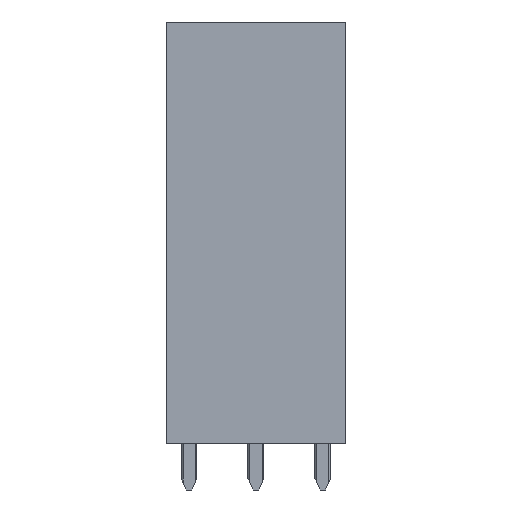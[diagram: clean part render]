
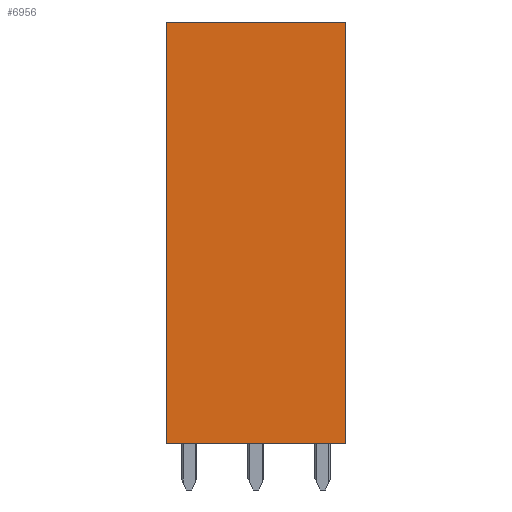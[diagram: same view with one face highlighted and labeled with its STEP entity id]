
A CAD part, left-side view. The second image highlights one B-rep face of the part: STEP entity #6956.
In plain terms, the highlighted planar face has unit normal (-1, 0, 0).
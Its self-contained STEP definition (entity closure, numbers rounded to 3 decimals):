
#6929=AXIS2_PLACEMENT_3D('Plane Axis2P3D',#6926,#6927,#6928) ;
#872=CARTESIAN_POINT('Vertex',(0.,13.6,35.5)) ;
#875=CARTESIAN_POINT('Line Origine',(0.,6.8,35.5)) ;
#879=CARTESIAN_POINT('Vertex',(0.,0.,35.5)) ;
#6926=CARTESIAN_POINT('Axis2P3D Location',(0.,0.,0.)) ;
#6931=CARTESIAN_POINT('Line Origine',(0.,0.,19.5)) ;
#6935=CARTESIAN_POINT('Vertex',(0.,0.,3.5)) ;
#6938=CARTESIAN_POINT('Line Origine',(0.,13.6,19.5)) ;
#6942=CARTESIAN_POINT('Vertex',(0.,13.6,3.5)) ;
#6945=CARTESIAN_POINT('Line Origine',(0.,6.8,3.5)) ;
#876=DIRECTION('Vector Direction',(0.,-1.,0.)) ;
#6927=DIRECTION('Axis2P3D Direction',(-1.,0.,0.)) ;
#6928=DIRECTION('Axis2P3D XDirection',(0.,0.,1.)) ;
#6932=DIRECTION('Vector Direction',(0.,0.,-1.)) ;
#6939=DIRECTION('Vector Direction',(0.,0.,1.)) ;
#6946=DIRECTION('Vector Direction',(0.,1.,0.)) ;
#877=VECTOR('Line Direction',#876,1.) ;
#6933=VECTOR('Line Direction',#6932,1.) ;
#6940=VECTOR('Line Direction',#6939,1.) ;
#6947=VECTOR('Line Direction',#6946,1.) ;
#6951=ORIENTED_EDGE('',*,*,#6937,.T.) ;
#6952=ORIENTED_EDGE('',*,*,#881,.T.) ;
#6953=ORIENTED_EDGE('',*,*,#6944,.T.) ;
#6954=ORIENTED_EDGE('',*,*,#6949,.T.) ;
#6956=ADVANCED_FACE('HOUSING',(#6955),#6930,.T.) ;
#881=EDGE_CURVE('',#880,#873,#878,.F.) ;
#6937=EDGE_CURVE('',#6936,#880,#6934,.F.) ;
#6944=EDGE_CURVE('',#873,#6943,#6941,.F.) ;
#6949=EDGE_CURVE('',#6943,#6936,#6948,.F.) ;
#6950=EDGE_LOOP('',(#6951,#6952,#6953,#6954)) ;
#6955=FACE_OUTER_BOUND('',#6950,.T.) ;
#878=LINE('Line',#875,#877) ;
#6934=LINE('Line',#6931,#6933) ;
#6941=LINE('Line',#6938,#6940) ;
#6948=LINE('Line',#6945,#6947) ;
#6930=PLANE('',#6929) ;
#873=VERTEX_POINT('',#872) ;
#880=VERTEX_POINT('',#879) ;
#6936=VERTEX_POINT('',#6935) ;
#6943=VERTEX_POINT('',#6942) ;
